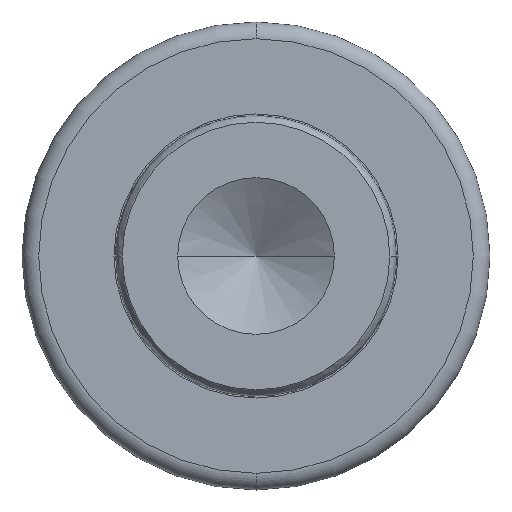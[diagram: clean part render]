
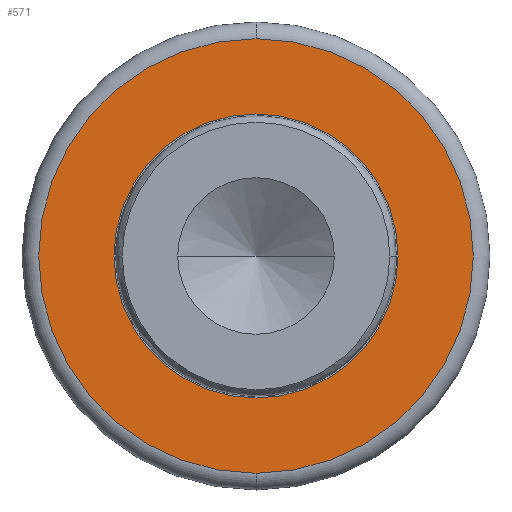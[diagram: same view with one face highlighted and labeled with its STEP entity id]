
A CAD part, front view. The second image highlights one B-rep face of the part: STEP entity #571.
In plain terms, the highlighted planar face has unit normal (0, -1, 0).
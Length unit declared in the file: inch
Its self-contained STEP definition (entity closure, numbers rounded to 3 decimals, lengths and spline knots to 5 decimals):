
#2=CARTESIAN_POINT('',(0.,0.2,0.));
#3=DIRECTION('',(0.,-1.,0.));
#4=DIRECTION('',(0.,0.,1.));
#5=AXIS2_PLACEMENT_3D('',#2,#3,#4);
#7=CARTESIAN_POINT('',(0.,0.2,0.));
#8=DIRECTION('',(0.,-1.,0.));
#9=DIRECTION('',(0.,0.,-1.));
#10=AXIS2_PLACEMENT_3D('',#7,#8,#9);
#12=CARTESIAN_POINT('',(0.,0.2,0.));
#13=DIRECTION('',(0.,1.,0.));
#14=DIRECTION('',(0.,0.,1.));
#15=AXIS2_PLACEMENT_3D('',#12,#13,#14);
#17=CARTESIAN_POINT('',(0.,0.2,0.));
#18=DIRECTION('',(0.,1.,0.));
#19=DIRECTION('',(0.,0.,-1.));
#20=AXIS2_PLACEMENT_3D('',#17,#18,#19);
#480=CARTESIAN_POINT('',(0.,0.2,0.39));
#481=CARTESIAN_POINT('',(0.,0.2,-0.39));
#482=VERTEX_POINT('',#480);
#483=VERTEX_POINT('',#481);
#484=CARTESIAN_POINT('',(0.,0.2,0.24));
#485=CARTESIAN_POINT('',(0.,0.2,-0.24));
#486=VERTEX_POINT('',#484);
#487=VERTEX_POINT('',#485);
#554=CARTESIAN_POINT('',(0.,0.2,0.));
#555=DIRECTION('',(0.,1.,0.));
#556=DIRECTION('',(-1.,0.,0.));
#557=AXIS2_PLACEMENT_3D('',#554,#555,#556);
#558=PLANE('',#557);
#560=ORIENTED_EDGE('',*,*,#559,.F.);
#562=ORIENTED_EDGE('',*,*,#561,.F.);
#563=EDGE_LOOP('',(#560,#562));
#564=FACE_OUTER_BOUND('',#563,.F.);
#566=ORIENTED_EDGE('',*,*,#565,.F.);
#568=ORIENTED_EDGE('',*,*,#567,.F.);
#569=EDGE_LOOP('',(#566,#568));
#570=FACE_BOUND('',#569,.F.);
#571=ADVANCED_FACE('',(#564,#570),#558,.F.);
#6=CIRCLE('',#5,0.39);
#11=CIRCLE('',#10,0.39);
#16=CIRCLE('',#15,0.24);
#21=CIRCLE('',#20,0.24);
#559=EDGE_CURVE('',#482,#483,#6,.T.);
#561=EDGE_CURVE('',#483,#482,#11,.T.);
#565=EDGE_CURVE('',#486,#487,#16,.T.);
#567=EDGE_CURVE('',#487,#486,#21,.T.);
